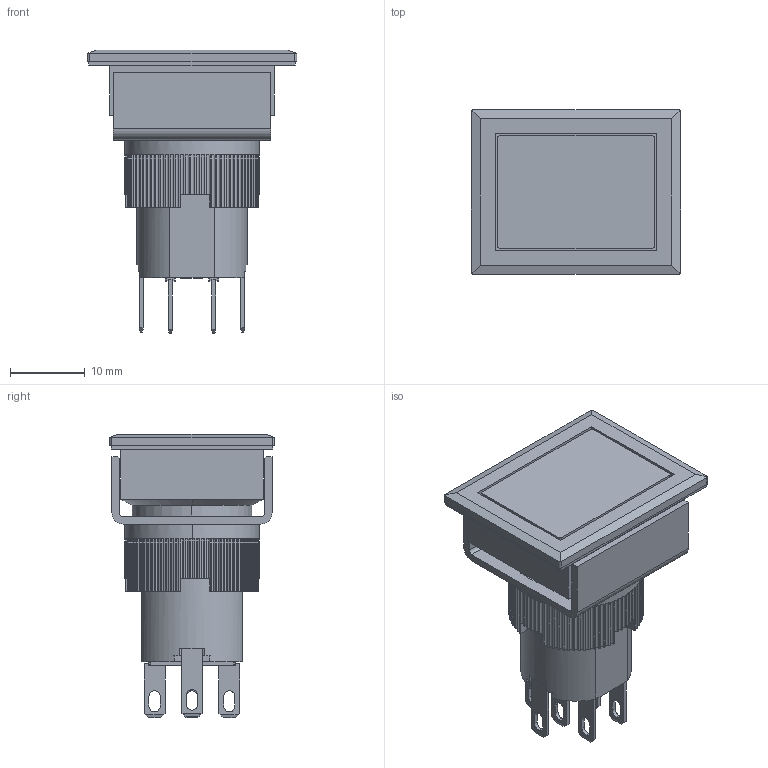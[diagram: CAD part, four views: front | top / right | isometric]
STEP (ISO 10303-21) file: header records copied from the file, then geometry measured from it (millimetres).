
FILE_DESCRIPTION (( 'STEP AP203' ), '1' );
FILE_NAME ('AF16F5N-C2E3Y.step', '2022-08-18T15:35:11', ( '' ), ( '' ), 'SwSTEP 2.0', 'SolidWorks 2021', '' );
FILE_SCHEMA (( 'CONFIG_CONTROL_DESIGN' ));
Length unit declared in the file: inch
Products named in the file (1): AF16F5N-C2E3Y
Bounding box: 28 x 22 x 37.9 mm (x, y, z)
Volume: 8892.4 mm3; surface area: 7763.8 mm2
Topology: 14 solids, 14 shells, 828 faces, 2338 edges, 1558 vertices
Faces by surface type: plane 644, cylinder 182, cone 2
Entity records: 26853 total; most frequent: CARTESIAN_POINT 4773, ORIENTED_EDGE 4676, DIRECTION 4522, EDGE_CURVE 2338, VECTOR 1780, LINE 1780, VERTEX_POINT 1558, AXIS2_PLACEMENT_3D 1371
